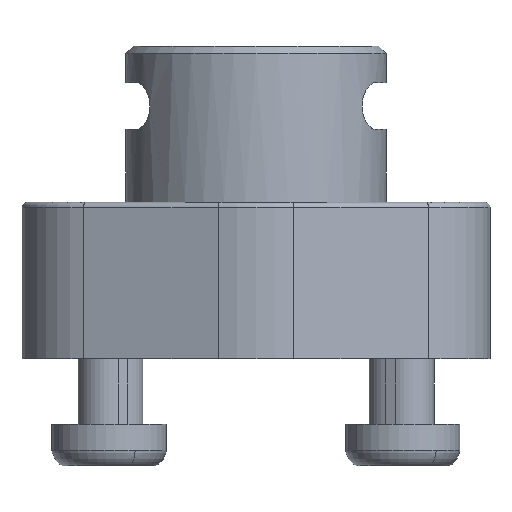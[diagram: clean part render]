
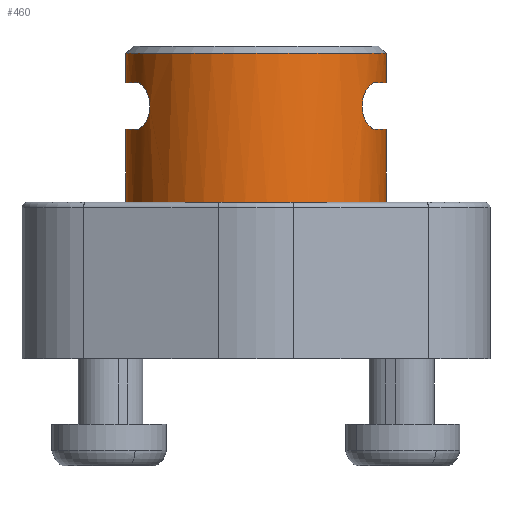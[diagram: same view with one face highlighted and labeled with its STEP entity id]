
A CAD part, left-side view. The second image highlights one B-rep face of the part: STEP entity #460.
In plain terms, the highlighted cylindrical face has radius 3.175 mm (diameter 6.35 mm), a partial arc.
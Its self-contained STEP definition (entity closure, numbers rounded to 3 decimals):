
#283=CARTESIAN_POINT('',(0.,0.,7.62));
#284=DIRECTION('',(0.0,0.0,-1.0));
#285=DIRECTION('',(0.0,1.0,0.0));
#286=AXIS2_PLACEMENT_3D('',#283,#284,#285);
#287=CYLINDRICAL_SURFACE('',#286,3.175);
#288=CARTESIAN_POINT('',(0.,3.175,3.81));
#289=VERTEX_POINT('',#288);
#290=CARTESIAN_POINT('',(0.,3.175,5.588));
#291=VERTEX_POINT('',#290);
#292=CARTESIAN_POINT('',(0.,3.175,3.81));
#293=DIRECTION('',(0.0,0.0,1.0));
#294=VECTOR('',#293,1.778);
#295=LINE('',#292,#294);
#296=EDGE_CURVE('',#289,#291,#295,.T.);
#297=ORIENTED_EDGE('',*,*,#296,.F.);
#298=CARTESIAN_POINT('',(-0.54,3.129,3.81));
#299=VERTEX_POINT('',#298);
#300=CARTESIAN_POINT('',(0.,0.,3.81));
#301=DIRECTION('',(0.0,0.0,1.0));
#302=DIRECTION('',(0.0,1.0,0.0));
#303=AXIS2_PLACEMENT_3D('',#300,#301,#302);
#304=CIRCLE('',#303,3.175);
#305=EDGE_CURVE('',#289,#299,#304,.T.);
#306=ORIENTED_EDGE('',*,*,#305,.T.);
#307=CARTESIAN_POINT('',(-2.658,1.737,3.81));
#308=VERTEX_POINT('',#307);
#309=CARTESIAN_POINT('',(0.,0.,3.81));
#310=DIRECTION('',(0.0,0.0,-1.0));
#311=DIRECTION('',(0.0,1.0,0.0));
#312=AXIS2_PLACEMENT_3D('',#309,#310,#311);
#313=CIRCLE('',#312,3.175);
#314=EDGE_CURVE('',#308,#299,#313,.T.);
#315=ORIENTED_EDGE('',*,*,#314,.F.);
#316=CARTESIAN_POINT('',(-2.658,-1.737,3.81));
#317=VERTEX_POINT('',#316);
#318=CARTESIAN_POINT('',(0.,0.,3.81));
#319=DIRECTION('',(0.0,0.0,1.0));
#320=DIRECTION('',(0.0,1.0,0.0));
#321=AXIS2_PLACEMENT_3D('',#318,#319,#320);
#322=CIRCLE('',#321,3.175);
#323=EDGE_CURVE('',#308,#317,#322,.T.);
#324=ORIENTED_EDGE('',*,*,#323,.T.);
#325=CARTESIAN_POINT('',(-0.54,-3.129,3.81));
#326=VERTEX_POINT('',#325);
#327=CARTESIAN_POINT('',(0.,0.,3.81));
#328=DIRECTION('',(0.0,0.0,-1.0));
#329=DIRECTION('',(0.0,1.0,0.0));
#330=AXIS2_PLACEMENT_3D('',#327,#328,#329);
#331=CIRCLE('',#330,3.175);
#332=EDGE_CURVE('',#326,#317,#331,.T.);
#333=ORIENTED_EDGE('',*,*,#332,.F.);
#334=CARTESIAN_POINT('',(0.,-3.175,3.81));
#335=VERTEX_POINT('',#334);
#336=CARTESIAN_POINT('',(0.,0.,3.81));
#337=DIRECTION('',(0.0,0.0,1.0));
#338=DIRECTION('',(0.0,1.0,0.0));
#339=AXIS2_PLACEMENT_3D('',#336,#337,#338);
#340=CIRCLE('',#339,3.175);
#341=EDGE_CURVE('',#326,#335,#340,.T.);
#342=ORIENTED_EDGE('',*,*,#341,.T.);
#343=CARTESIAN_POINT('',(0.,-3.175,5.588));
#344=VERTEX_POINT('',#343);
#345=CARTESIAN_POINT('',(0.,-3.175,3.81));
#346=DIRECTION('',(0.0,0.0,1.0));
#347=VECTOR('',#346,1.778);
#348=LINE('',#345,#347);
#349=EDGE_CURVE('',#335,#344,#348,.T.);
#350=ORIENTED_EDGE('',*,*,#349,.T.);
#351=CARTESIAN_POINT('',(-1.27,-2.91,5.588));
#352=VERTEX_POINT('',#351);
#353=CARTESIAN_POINT('',(0.,0.,5.588));
#354=DIRECTION('',(0.0,0.0,-1.0));
#355=DIRECTION('',(0.0,1.0,0.0));
#356=AXIS2_PLACEMENT_3D('',#353,#354,#355);
#357=CIRCLE('',#356,3.175);
#358=EDGE_CURVE('',#344,#352,#357,.T.);
#359=ORIENTED_EDGE('',*,*,#358,.T.);
#360=CARTESIAN_POINT('',(-1.27,-2.91,6.731));
#361=VERTEX_POINT('',#360);
#362=CARTESIAN_POINT('',(-1.27,-2.91,5.588));
#363=CARTESIAN_POINT('',(-1.342,-2.878,5.588));
#364=CARTESIAN_POINT('',(-1.419,-2.841,5.603));
#365=CARTESIAN_POINT('',(-1.559,-2.767,5.661));
#366=CARTESIAN_POINT('',(-1.623,-2.73,5.704));
#367=CARTESIAN_POINT('',(-1.723,-2.668,5.804));
#368=CARTESIAN_POINT('',(-1.766,-2.639,5.866));
#369=CARTESIAN_POINT('',(-1.826,-2.598,6.007));
#370=CARTESIAN_POINT('',(-1.842,-2.586,6.085));
#371=CARTESIAN_POINT('',(-1.842,-2.586,6.159));
#372=CARTESIAN_POINT('',(-1.842,-2.586,6.232));
#373=CARTESIAN_POINT('',(-1.827,-2.597,6.307));
#374=CARTESIAN_POINT('',(-1.771,-2.635,6.444));
#375=CARTESIAN_POINT('',(-1.73,-2.663,6.505));
#376=CARTESIAN_POINT('',(-1.633,-2.724,6.607));
#377=CARTESIAN_POINT('',(-1.568,-2.762,6.654));
#378=CARTESIAN_POINT('',(-1.424,-2.839,6.715));
#379=CARTESIAN_POINT('',(-1.345,-2.877,6.731));
#380=CARTESIAN_POINT('',(-1.27,-2.91,6.731));
#381=B_SPLINE_CURVE_WITH_KNOTS('',3,(#362,#363,#364,#365,#366,#367,#368,#369,#370,#371,#372,#373,#374,#375,#376,#377,#378,#379,#380),.UNSPECIFIED.,.F.,.U.,(4,2,2,2,3,2,2,2,4),(-0.924,-0.687,-0.449,-0.225,0.0,0.216,0.433,0.678,0.924),.UNSPECIFIED.);
#382=EDGE_CURVE('',#352,#361,#381,.T.);
#383=ORIENTED_EDGE('',*,*,#382,.T.);
#384=CARTESIAN_POINT('',(0.,-3.175,6.731));
#385=VERTEX_POINT('',#384);
#386=CARTESIAN_POINT('',(0.,0.,6.731));
#387=DIRECTION('',(0.0,0.0,1.0));
#388=DIRECTION('',(0.0,1.0,0.0));
#389=AXIS2_PLACEMENT_3D('',#386,#387,#388);
#390=CIRCLE('',#389,3.175);
#391=EDGE_CURVE('',#361,#385,#390,.T.);
#392=ORIENTED_EDGE('',*,*,#391,.T.);
#393=CARTESIAN_POINT('',(0.,-3.175,7.441));
#394=VERTEX_POINT('',#393);
#395=CARTESIAN_POINT('',(0.,-3.175,6.731));
#396=DIRECTION('',(0.0,0.0,1.0));
#397=VECTOR('',#396,0.71);
#398=LINE('',#395,#397);
#399=EDGE_CURVE('',#385,#394,#398,.T.);
#400=ORIENTED_EDGE('',*,*,#399,.T.);
#401=CARTESIAN_POINT('',(0.,3.175,7.441));
#402=VERTEX_POINT('',#401);
#403=CARTESIAN_POINT('',(0.,0.,7.441));
#404=DIRECTION('',(0.0,0.0,1.0));
#405=DIRECTION('',(0.0,-1.0,0.0));
#406=AXIS2_PLACEMENT_3D('',#403,#404,#405);
#407=CIRCLE('',#406,3.175);
#408=EDGE_CURVE('',#402,#394,#407,.T.);
#409=ORIENTED_EDGE('',*,*,#408,.F.);
#410=CARTESIAN_POINT('',(0.,3.175,6.731));
#411=VERTEX_POINT('',#410);
#412=CARTESIAN_POINT('',(0.,3.175,6.731));
#413=DIRECTION('',(0.0,0.0,1.0));
#414=VECTOR('',#413,0.71);
#415=LINE('',#412,#414);
#416=EDGE_CURVE('',#411,#402,#415,.T.);
#417=ORIENTED_EDGE('',*,*,#416,.F.);
#418=CARTESIAN_POINT('',(-1.27,2.91,6.731));
#419=VERTEX_POINT('',#418);
#420=CARTESIAN_POINT('',(0.,0.,6.731));
#421=DIRECTION('',(0.0,0.0,1.0));
#422=DIRECTION('',(0.0,1.0,0.0));
#423=AXIS2_PLACEMENT_3D('',#420,#421,#422);
#424=CIRCLE('',#423,3.175);
#425=EDGE_CURVE('',#411,#419,#424,.T.);
#426=ORIENTED_EDGE('',*,*,#425,.T.);
#427=CARTESIAN_POINT('',(-1.27,2.91,5.588));
#428=VERTEX_POINT('',#427);
#429=CARTESIAN_POINT('',(-1.27,2.91,6.731));
#430=CARTESIAN_POINT('',(-1.345,2.877,6.731));
#431=CARTESIAN_POINT('',(-1.424,2.839,6.715));
#432=CARTESIAN_POINT('',(-1.568,2.762,6.654));
#433=CARTESIAN_POINT('',(-1.633,2.724,6.607));
#434=CARTESIAN_POINT('',(-1.73,2.663,6.505));
#435=CARTESIAN_POINT('',(-1.771,2.635,6.444));
#436=CARTESIAN_POINT('',(-1.827,2.597,6.307));
#437=CARTESIAN_POINT('',(-1.842,2.586,6.232));
#438=CARTESIAN_POINT('',(-1.842,2.586,6.16));
#439=CARTESIAN_POINT('',(-1.842,2.586,6.085));
#440=CARTESIAN_POINT('',(-1.826,2.598,6.007));
#441=CARTESIAN_POINT('',(-1.766,2.639,5.866));
#442=CARTESIAN_POINT('',(-1.723,2.668,5.804));
#443=CARTESIAN_POINT('',(-1.623,2.73,5.704));
#444=CARTESIAN_POINT('',(-1.559,2.767,5.661));
#445=CARTESIAN_POINT('',(-1.419,2.841,5.603));
#446=CARTESIAN_POINT('',(-1.342,2.878,5.588));
#447=CARTESIAN_POINT('',(-1.27,2.91,5.588));
#448=B_SPLINE_CURVE_WITH_KNOTS('',3,(#429,#430,#431,#432,#433,#434,#435,#436,#437,#438,#439,#440,#441,#442,#443,#444,#445,#446,#447),.UNSPECIFIED.,.F.,.U.,(4,2,2,2,3,2,2,2,4),(-0.924,-0.678,-0.433,-0.216,0.0,0.225,0.449,0.687,0.924),.UNSPECIFIED.);
#449=EDGE_CURVE('',#419,#428,#448,.T.);
#450=ORIENTED_EDGE('',*,*,#449,.T.);
#451=CARTESIAN_POINT('',(0.,0.,5.588));
#452=DIRECTION('',(0.0,0.0,-1.0));
#453=DIRECTION('',(0.0,1.0,0.0));
#454=AXIS2_PLACEMENT_3D('',#451,#452,#453);
#455=CIRCLE('',#454,3.175);
#456=EDGE_CURVE('',#428,#291,#455,.T.);
#457=ORIENTED_EDGE('',*,*,#456,.T.);
#458=EDGE_LOOP('',(#297,#306,#315,#324,#333,#342,#350,#359,#383,#392,#400,#409,#417,#426,#450,#457));
#459=FACE_OUTER_BOUND('',#458,.T.);
#460=ADVANCED_FACE('',(#459),#287,.T.);
